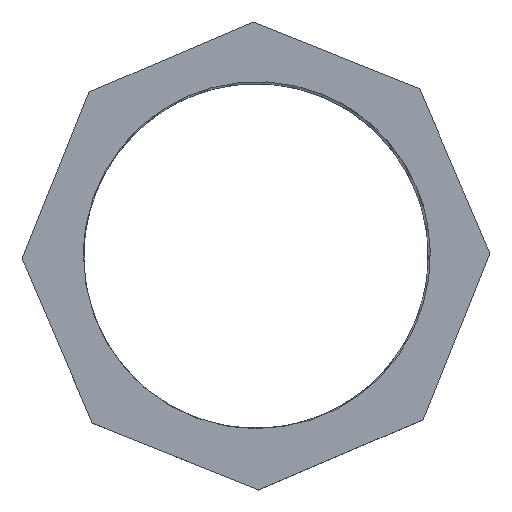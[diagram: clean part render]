
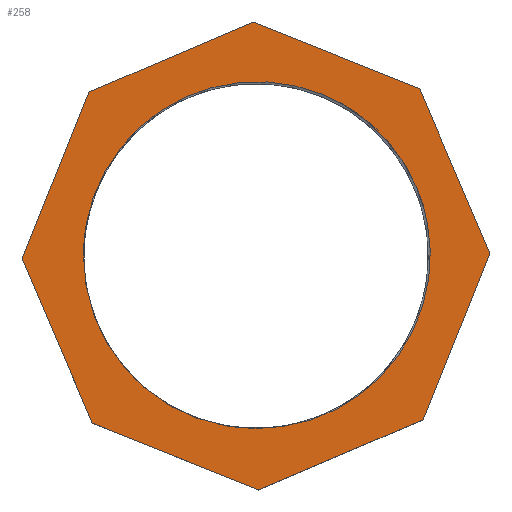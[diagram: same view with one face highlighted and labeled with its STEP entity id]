
A CAD part, top view. The second image highlights one B-rep face of the part: STEP entity #258.
In plain terms, the highlighted planar face has unit normal (0, 0, 1).
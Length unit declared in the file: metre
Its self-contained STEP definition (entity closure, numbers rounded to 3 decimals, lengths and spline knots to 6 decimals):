
#20=CIRCLE('',#286,0.0415);
#22=B_SPLINE_CURVE_WITH_KNOTS('',3,(#392,#393,#394,#395,#396,#397,#398),
 .UNSPECIFIED.,.F.,.F.,(4,1,1,1,4),(0.,0.020422,0.040844,
0.061266,0.081688),.UNSPECIFIED.);
#23=B_SPLINE_CURVE_WITH_KNOTS('',3,(#401,#402,#403,#404,#405),
 .UNSPECIFIED.,.F.,.F.,(4,1,4),(0.,0.016577,
0.033155),.UNSPECIFIED.);
#24=B_SPLINE_CURVE_WITH_KNOTS('',3,(#407,#408,#409,#410,#411,#412,#413),
 .UNSPECIFIED.,.F.,.F.,(4,1,1,1,4),(0.,0.020568,0.041135,
0.061703,0.08227),.UNSPECIFIED.);
#60=ORIENTED_EDGE('',*,*,#124,.F.);
#61=ORIENTED_EDGE('',*,*,#125,.F.);
#62=ORIENTED_EDGE('',*,*,#126,.F.);
#63=ORIENTED_EDGE('',*,*,#127,.T.);
#64=ORIENTED_EDGE('',*,*,#102,.T.);
#65=ORIENTED_EDGE('',*,*,#106,.T.);
#66=ORIENTED_EDGE('',*,*,#109,.T.);
#67=ORIENTED_EDGE('',*,*,#112,.T.);
#68=ORIENTED_EDGE('',*,*,#115,.T.);
#69=ORIENTED_EDGE('',*,*,#118,.T.);
#70=ORIENTED_EDGE('',*,*,#121,.T.);
#71=ORIENTED_EDGE('',*,*,#123,.T.);
#102=EDGE_CURVE('',#139,#138,#162,.T.);
#106=EDGE_CURVE('',#138,#141,#166,.T.);
#109=EDGE_CURVE('',#141,#143,#169,.T.);
#112=EDGE_CURVE('',#143,#145,#172,.T.);
#115=EDGE_CURVE('',#145,#147,#175,.T.);
#118=EDGE_CURVE('',#147,#149,#178,.T.);
#121=EDGE_CURVE('',#149,#151,#181,.T.);
#123=EDGE_CURVE('',#151,#139,#183,.T.);
#124=EDGE_CURVE('',#152,#153,#22,.T.);
#125=EDGE_CURVE('',#154,#152,#23,.T.);
#126=EDGE_CURVE('',#155,#154,#24,.T.);
#127=EDGE_CURVE('',#155,#153,#20,.T.);
#138=VERTEX_POINT('',#348);
#139=VERTEX_POINT('',#350);
#141=VERTEX_POINT('',#356);
#143=VERTEX_POINT('',#362);
#145=VERTEX_POINT('',#368);
#147=VERTEX_POINT('',#374);
#149=VERTEX_POINT('',#380);
#151=VERTEX_POINT('',#386);
#152=VERTEX_POINT('',#399);
#153=VERTEX_POINT('',#400);
#154=VERTEX_POINT('',#406);
#155=VERTEX_POINT('',#414);
#162=LINE('',#349,#186);
#166=LINE('',#357,#190);
#169=LINE('',#363,#193);
#172=LINE('',#369,#196);
#175=LINE('',#375,#199);
#178=LINE('',#381,#202);
#181=LINE('',#387,#205);
#183=LINE('',#390,#207);
#186=VECTOR('',#296,1.);
#190=VECTOR('',#302,1.);
#193=VECTOR('',#307,1.);
#196=VECTOR('',#312,1.);
#199=VECTOR('',#317,1.);
#202=VECTOR('',#322,1.);
#205=VECTOR('',#327,1.);
#207=VECTOR('',#331,1.);
#216=EDGE_LOOP('',(#60,#61,#62,#63));
#217=EDGE_LOOP('',(#64,#65,#66,#67,#68,#69,#70,#71));
#232=FACE_BOUND('',#216,.T.);
#233=FACE_BOUND('',#217,.T.);
#248=PLANE('',#285);
#258=ADVANCED_FACE('',(#232,#233),#248,.T.);
#285=AXIS2_PLACEMENT_3D('',#391,#332,#333);
#286=AXIS2_PLACEMENT_3D('',#415,#334,#335);
#296=DIRECTION('',(0.928,-0.373,0.));
#302=DIRECTION('',(0.92,0.392,0.));
#307=DIRECTION('',(0.373,0.928,0.));
#312=DIRECTION('',(-0.392,0.92,0.));
#317=DIRECTION('',(-0.928,0.373,0.));
#322=DIRECTION('',(-0.92,-0.392,0.));
#327=DIRECTION('',(-0.373,-0.928,0.));
#331=DIRECTION('',(0.392,-0.92,0.));
#332=DIRECTION('',(0.,0.,1.));
#333=DIRECTION('',(1.,0.,0.));
#334=DIRECTION('',(0.,0.,-1.));
#335=DIRECTION('',(-1.,0.,0.));
#348=CARTESIAN_POINT('',(0.000591,-0.056281,0.005));
#349=CARTESIAN_POINT('',(-0.019394,-0.048248,0.005));
#350=CARTESIAN_POINT('',(-0.039379,-0.040215,0.005));
#356=CARTESIAN_POINT('',(0.040215,-0.039379,0.005));
#357=CARTESIAN_POINT('',(0.020403,-0.04783,0.005));
#362=CARTESIAN_POINT('',(0.056281,0.000591,0.005));
#363=CARTESIAN_POINT('',(0.048248,-0.019394,0.005));
#368=CARTESIAN_POINT('',(0.039379,0.040215,0.005));
#369=CARTESIAN_POINT('',(0.04783,0.020403,0.005));
#374=CARTESIAN_POINT('',(-0.000591,0.056281,0.005));
#375=CARTESIAN_POINT('',(0.019394,0.048248,0.005));
#380=CARTESIAN_POINT('',(-0.040215,0.039379,0.005));
#381=CARTESIAN_POINT('',(-0.020403,0.04783,0.005));
#386=CARTESIAN_POINT('',(-0.056281,-0.000591,0.005));
#387=CARTESIAN_POINT('',(-0.048248,0.019394,0.005));
#390=CARTESIAN_POINT('',(-0.04783,-0.020403,0.005));
#391=CARTESIAN_POINT('',(0.,0.,0.005));
#392=CARTESIAN_POINT('',(0.015765,0.038973,0.005));
#393=CARTESIAN_POINT('',(0.009438,0.041486,0.005));
#394=CARTESIAN_POINT('',(-0.004448,0.043363,0.005));
#395=CARTESIAN_POINT('',(-0.024196,0.036115,0.005));
#396=CARTESIAN_POINT('',(-0.03822,0.020428,0.005));
#397=CARTESIAN_POINT('',(-0.041541,0.006808,0.005));
#398=CARTESIAN_POINT('',(-0.0415,0.,0.005));
#399=CARTESIAN_POINT('',(0.015765,0.038973,0.005));
#400=CARTESIAN_POINT('',(-0.0415,0.,0.005));
#401=CARTESIAN_POINT('',(0.038751,0.016305,0.005));
#402=CARTESIAN_POINT('',(0.036635,0.021409,0.005));
#403=CARTESIAN_POINT('',(0.030319,0.030743,0.005));
#404=CARTESIAN_POINT('',(0.020898,0.036926,0.005));
#405=CARTESIAN_POINT('',(0.015765,0.038973,0.005));
#406=CARTESIAN_POINT('',(0.038751,0.016305,0.005));
#407=CARTESIAN_POINT('',(0.,-0.0415,0.005));
#408=CARTESIAN_POINT('',(0.006857,-0.041548,0.005));
#409=CARTESIAN_POINT('',(0.020575,-0.038172,0.005));
#410=CARTESIAN_POINT('',(0.0363,-0.023955,0.005));
#411=CARTESIAN_POINT('',(0.043443,-0.004001,0.005));
#412=CARTESIAN_POINT('',(0.041367,0.009967,0.005));
#413=CARTESIAN_POINT('',(0.038751,0.016305,0.005));
#414=CARTESIAN_POINT('',(0.,-0.0415,0.005));
#415=CARTESIAN_POINT('',(0.,0.,0.005));
